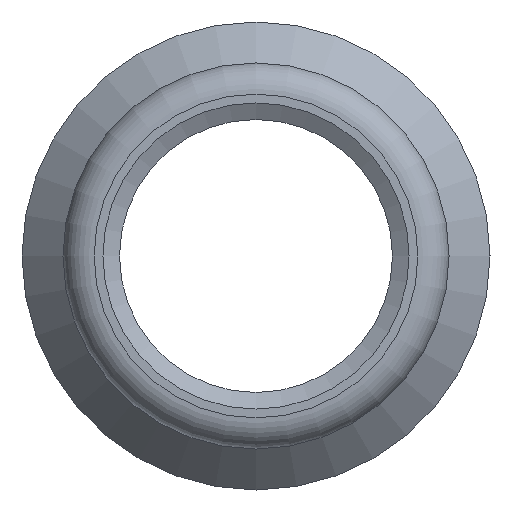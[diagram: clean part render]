
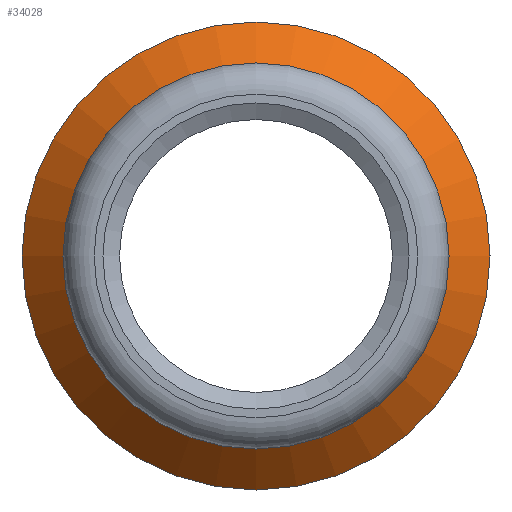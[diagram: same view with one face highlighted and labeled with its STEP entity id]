
A CAD part, left-side view. The second image highlights one B-rep face of the part: STEP entity #34028.
In plain terms, the highlighted conical face has half-angle 45 degrees and reference radius 5.475 mm.
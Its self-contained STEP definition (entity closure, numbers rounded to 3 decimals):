
#33974=CARTESIAN_POINT('',(5.05,4.95,0.0));
#33975=VERTEX_POINT('',#33974);
#33976=CARTESIAN_POINT('',(5.05,0.0,0.0));
#33977=DIRECTION('',(1.0,0.0,0.0));
#33978=DIRECTION('',(0.0,1.0,0.0));
#33979=AXIS2_PLACEMENT_3D('',#33976,#33977,#33978);
#33980=CIRCLE('',#33979,4.95);
#33981=EDGE_CURVE('',#33975,#33975,#33980,.T.);
#34009=CARTESIAN_POINT('',(5.575,0.0,0.0));
#34010=DIRECTION('',(1.0,0.0,0.0));
#34011=DIRECTION('',(0.0,1.0,0.0));
#34012=AXIS2_PLACEMENT_3D('',#34009,#34010,#34011);
#34013=CONICAL_SURFACE('',#34012,5.475,45.);
#34014=CARTESIAN_POINT('',(6.1,6.,0.0));
#34015=VERTEX_POINT('',#34014);
#34016=CARTESIAN_POINT('',(6.1,0.0,0.0));
#34017=DIRECTION('',(1.0,0.0,0.0));
#34018=DIRECTION('',(0.0,1.0,0.0));
#34019=AXIS2_PLACEMENT_3D('',#34016,#34017,#34018);
#34020=CIRCLE('',#34019,6.);
#34021=EDGE_CURVE('',#34015,#34015,#34020,.T.);
#34022=ORIENTED_EDGE('',*,*,#34021,.F.);
#34023=EDGE_LOOP('',(#34022));
#34024=FACE_OUTER_BOUND('',#34023,.T.);
#34025=ORIENTED_EDGE('',*,*,#33981,.T.);
#34026=EDGE_LOOP('',(#34025));
#34027=FACE_BOUND('',#34026,.T.);
#34028=ADVANCED_FACE('',(#34024,#34027),#34013,.T.);
